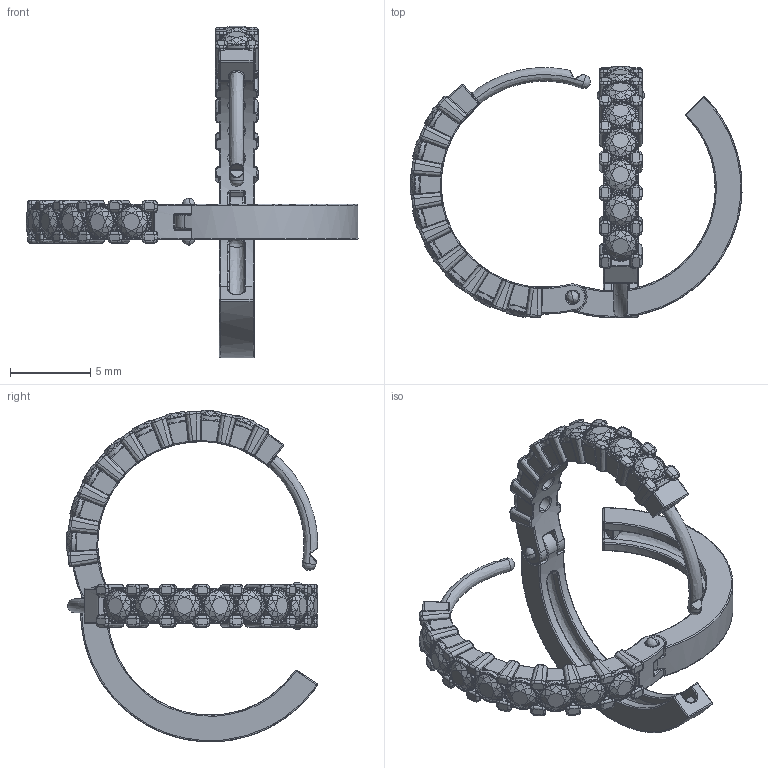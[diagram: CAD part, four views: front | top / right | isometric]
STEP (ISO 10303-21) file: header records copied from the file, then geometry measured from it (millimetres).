
FILE_DESCRIPTION(('FreeCAD Model'),'2;1');
FILE_NAME('Open CASCADE Shape Model','2025-04-27T18:02:27',('FreeCAD'),( 'FreeCAD'),'Open CASCADE STEP processor 7.6','FreeCAD','Unknown');
FILE_SCHEMA(('AUTOMOTIVE_DESIGN { 1 0 10303 214 1 1 1 1 }'));
Products named in the file (1): Open CASCADE STEP translator 7.6 1
Bounding box: 20.75 x 15.7 x 20.73 mm (x, y, z)
Volume: 276.4 mm3; surface area: 979.6 mm2
Topology: 22 solids, 22 shells, 4456 faces, 9554 edges, 5040 vertices
Faces by surface type: bspline 4456
Entity records: 210152 total; most frequent: CARTESIAN_POINT 155161, ORIENTED_EDGE 18936, EDGE_CURVE 9468, B_SPLINE_CURVE_WITH_KNOTS 6510, VERTEX_POINT 5040, FACE_BOUND 4484, EDGE_LOOP 4484, ADVANCED_FACE 4456
